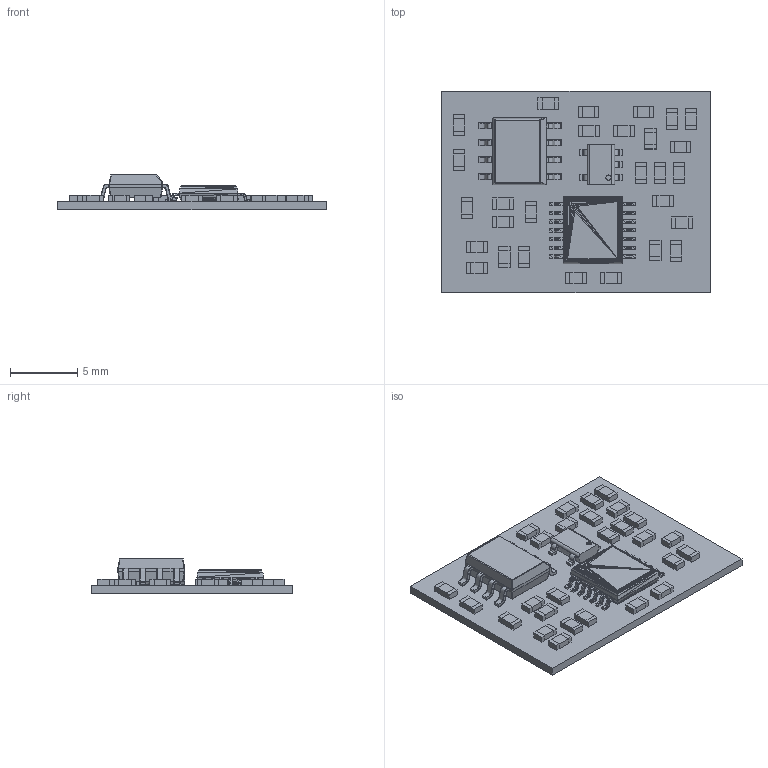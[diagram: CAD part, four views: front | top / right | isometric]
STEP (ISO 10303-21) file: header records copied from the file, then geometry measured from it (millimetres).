
FILE_DESCRIPTION(('Open CASCADE Model'),'2;1');
FILE_NAME('Open CASCADE Shape Model','2020-09-29T15:29:15',('Author'),( 'Open CASCADE'),'Open CASCADE STEP processor 6.8','Open CASCADE 6.8' ,'Unknown');
FILE_SCHEMA(('AUTOMOTIVE_DESIGN { 1 0 10303 214 1 1 1 1 }'));
Length unit declared in the file: millimetre
Products named in the file (51): PCB; Board; Open CASCADE STEP translator 6.8 1.1.1; R5; 6065146672; Extruded; 6065146272; U3; SOT23_5; C9; 4481497936; 4481497376; C11; C4; 6065144512; C2; C3; C1; U2; tssop_14; U1; SOIC08_narrow; R15; 4481493376; R14; R7; R13; R12; R8; R17; R16; R10; R11; R2; R6; R9; R4; R1; R3; C8 ...
Assembly tree (128 placements, depth 4):
  PCB
    Board
      Open CASCADE STEP translator 6.8 1.1.1
    R5
      6065146672
        Extruded
      6065146272  x2
        Extruded
    U3
      SOT23_5
    C9
      4481497936  x2
        Extruded
      4481497376
        Extruded
    C11
      4481497936  x2
        Extruded
      4481497376
        Extruded
    C4
      6065146272  x2
        Extruded
      6065144512
        Extruded
    C2
      6065146272  x2
        Extruded
      6065144512
        Extruded
    C3
      6065146272  x2
        Extruded
      6065144512
        Extruded
    C1
      6065146272  x2
        Extruded
      6065144512
        Extruded
    U2
      tssop_14
      tssop_14
      tssop_14
    U1
      SOIC08_narrow
    R15
      4481497936  x2
        Extruded
      4481493376
        Extruded
    R14
      4481497936  x2
        Extruded
      4481493376
        Extruded
    R7
      4481497936  x2
        Extruded
      4481493376
Bounding box: 20 x 15 x 2.62 mm (x, y, z)
Volume: 244.2 mm3; surface area: 1010.9 mm2
Topology: 95 solids, 110 shells, 3160 faces, 5591 edges, 2601 vertices
Faces by surface type: plane 2770, bspline 367, cylinder 23
Full cylindrical faces by diameter (mm): 0.392 x1
Entity records: 65533 total; most frequent: CARTESIAN_POINT 18813, DIRECTION 8772, ORIENTED_EDGE 8750, EDGE_CURVE 4655, LINE 3772, VECTOR 3772, FACE_BOUND 2698, EDGE_LOOP 2698
